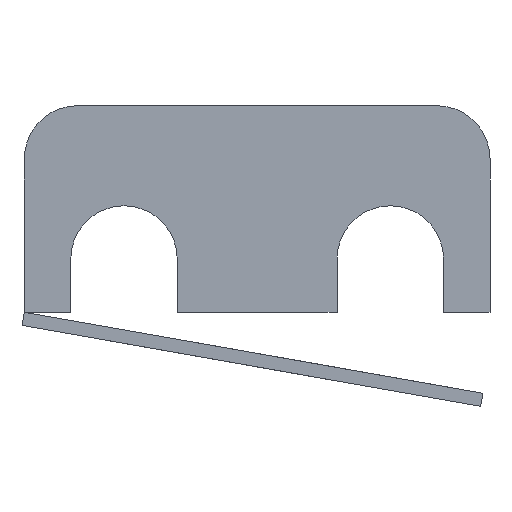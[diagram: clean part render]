
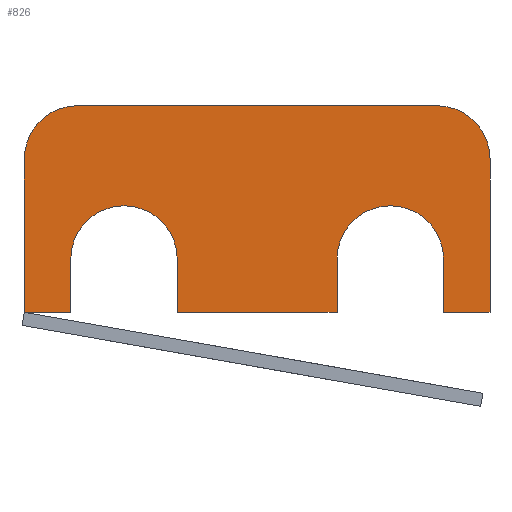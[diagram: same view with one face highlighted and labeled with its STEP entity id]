
A CAD part, front view. The second image highlights one B-rep face of the part: STEP entity #826.
In plain terms, the highlighted planar face has unit normal (0, -1, 0).
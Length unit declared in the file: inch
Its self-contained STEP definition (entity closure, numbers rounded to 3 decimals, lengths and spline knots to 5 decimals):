
#162=CARTESIAN_POINT('',(-1.093,-0.3905,0.0));
#163=VERTEX_POINT('',#162);
#350=CARTESIAN_POINT('',(0.375,-0.3905,0.25));
#351=VERTEX_POINT('',#350);
#358=CARTESIAN_POINT('',(0.375,-0.3905,0.0));
#359=VERTEX_POINT('',#358);
#360=CARTESIAN_POINT('',(0.375,-0.3905,0.25));
#361=DIRECTION('',(0.0,0.0,-1.0));
#362=VECTOR('',#361,0.25);
#363=LINE('',#360,#362);
#364=EDGE_CURVE('',#351,#359,#363,.T.);
#389=CARTESIAN_POINT('',(0.875,-0.3905,0.25));
#390=VERTEX_POINT('',#389);
#397=CARTESIAN_POINT('',(0.625,-0.3905,0.25));
#398=DIRECTION('',(0.,-1.0,0.));
#399=DIRECTION('',(0.707,0.,0.707));
#400=AXIS2_PLACEMENT_3D('',#397,#398,#399);
#401=CIRCLE('',#400,0.25);
#402=EDGE_CURVE('',#390,#351,#401,.T.);
#421=CARTESIAN_POINT('',(0.875,-0.3905,0.0));
#422=VERTEX_POINT('',#421);
#429=CARTESIAN_POINT('',(0.875,-0.3905,0.0));
#430=DIRECTION('',(0.0,0.0,1.0));
#431=VECTOR('',#430,0.25);
#432=LINE('',#429,#431);
#433=EDGE_CURVE('',#422,#390,#432,.T.);
#452=CARTESIAN_POINT('',(1.093,-0.3905,0.0));
#453=VERTEX_POINT('',#452);
#460=CARTESIAN_POINT('',(1.093,-0.3905,0.0));
#461=DIRECTION('',(-1.0,0.0,0.0));
#462=VECTOR('',#461,0.218);
#463=LINE('',#460,#462);
#464=EDGE_CURVE('',#453,#422,#463,.T.);
#483=CARTESIAN_POINT('',(1.093,-0.3905,0.72));
#484=VERTEX_POINT('',#483);
#491=CARTESIAN_POINT('',(1.093,-0.3905,0.72));
#492=DIRECTION('',(0.0,0.0,-1.0));
#493=VECTOR('',#492,0.72);
#494=LINE('',#491,#493);
#495=EDGE_CURVE('',#484,#453,#494,.T.);
#515=CARTESIAN_POINT('',(0.843,-0.3905,0.97));
#516=VERTEX_POINT('',#515);
#523=CARTESIAN_POINT('',(0.843,-0.3905,0.72));
#524=DIRECTION('',(0.,1.0,0.));
#525=DIRECTION('',(0.707,0.,0.707));
#526=AXIS2_PLACEMENT_3D('',#523,#524,#525);
#527=CIRCLE('',#526,0.25);
#528=EDGE_CURVE('',#516,#484,#527,.T.);
#548=CARTESIAN_POINT('',(-0.375,-0.3905,0.0));
#549=VERTEX_POINT('',#548);
#550=CARTESIAN_POINT('',(0.375,-0.3905,0.0));
#551=DIRECTION('',(-1.0,0.0,0.0));
#552=VECTOR('',#551,0.75);
#553=LINE('',#550,#552);
#554=EDGE_CURVE('',#359,#549,#553,.T.);
#588=CARTESIAN_POINT('',(-0.843,-0.3905,0.97));
#589=VERTEX_POINT('',#588);
#596=CARTESIAN_POINT('',(-0.843,-0.3905,0.97));
#597=DIRECTION('',(1.0,0.0,0.0));
#598=VECTOR('',#597,1.686);
#599=LINE('',#596,#598);
#600=EDGE_CURVE('',#589,#516,#599,.T.);
#633=CARTESIAN_POINT('',(-0.375,-0.3905,0.25));
#634=VERTEX_POINT('',#633);
#635=CARTESIAN_POINT('',(-0.375,-0.3905,0.0));
#636=DIRECTION('',(0.0,0.0,1.0));
#637=VECTOR('',#636,0.25);
#638=LINE('',#635,#637);
#639=EDGE_CURVE('',#549,#634,#638,.T.);
#664=CARTESIAN_POINT('',(-0.875,-0.3905,0.25));
#665=VERTEX_POINT('',#664);
#666=CARTESIAN_POINT('',(-0.625,-0.3905,0.25));
#667=DIRECTION('',(0.,-1.0,0.));
#668=DIRECTION('',(-0.707,0.,0.707));
#669=AXIS2_PLACEMENT_3D('',#666,#667,#668);
#670=CIRCLE('',#669,0.25);
#671=EDGE_CURVE('',#634,#665,#670,.T.);
#697=CARTESIAN_POINT('',(-0.875,-0.3905,0.0));
#698=VERTEX_POINT('',#697);
#699=CARTESIAN_POINT('',(-0.875,-0.3905,0.25));
#700=DIRECTION('',(0.0,0.0,-1.0));
#701=VECTOR('',#700,0.25);
#702=LINE('',#699,#701);
#703=EDGE_CURVE('',#665,#698,#702,.T.);
#728=CARTESIAN_POINT('',(-0.875,-0.3905,0.0));
#729=DIRECTION('',(-1.0,0.0,0.0));
#730=VECTOR('',#729,0.218);
#731=LINE('',#728,#730);
#732=EDGE_CURVE('',#698,#163,#731,.T.);
#755=CARTESIAN_POINT('',(-1.093,-0.3905,0.72));
#756=VERTEX_POINT('',#755);
#757=CARTESIAN_POINT('',(-1.093,-0.3905,0.0));
#758=DIRECTION('',(0.0,0.0,1.0));
#759=VECTOR('',#758,0.72);
#760=LINE('',#757,#759);
#761=EDGE_CURVE('',#163,#756,#760,.T.);
#786=CARTESIAN_POINT('',(-0.843,-0.3905,0.72));
#787=DIRECTION('',(0.,1.0,0.));
#788=DIRECTION('',(-0.707,0.,0.707));
#789=AXIS2_PLACEMENT_3D('',#786,#787,#788);
#790=CIRCLE('',#789,0.25);
#791=EDGE_CURVE('',#756,#589,#790,.T.);
#805=CARTESIAN_POINT('',(-0.375,-0.3905,0.0));
#806=DIRECTION('',(0.0,1.0,0.0));
#807=DIRECTION('',(0.0,0.0,-1.0));
#808=AXIS2_PLACEMENT_3D('',#805,#806,#807);
#809=PLANE('',#808);
#810=ORIENTED_EDGE('',*,*,#600,.F.);
#811=ORIENTED_EDGE('',*,*,#791,.F.);
#812=ORIENTED_EDGE('',*,*,#761,.F.);
#813=ORIENTED_EDGE('',*,*,#732,.F.);
#814=ORIENTED_EDGE('',*,*,#703,.F.);
#815=ORIENTED_EDGE('',*,*,#671,.F.);
#816=ORIENTED_EDGE('',*,*,#639,.F.);
#817=ORIENTED_EDGE('',*,*,#554,.F.);
#818=ORIENTED_EDGE('',*,*,#364,.F.);
#819=ORIENTED_EDGE('',*,*,#402,.F.);
#820=ORIENTED_EDGE('',*,*,#433,.F.);
#821=ORIENTED_EDGE('',*,*,#464,.F.);
#822=ORIENTED_EDGE('',*,*,#495,.F.);
#823=ORIENTED_EDGE('',*,*,#528,.F.);
#824=EDGE_LOOP('',(#810,#811,#812,#813,#814,#815,#816,#817,#818,#819,#820,#821,#822,#823));
#825=FACE_OUTER_BOUND('',#824,.T.);
#826=ADVANCED_FACE('',(#825),#809,.F.);
